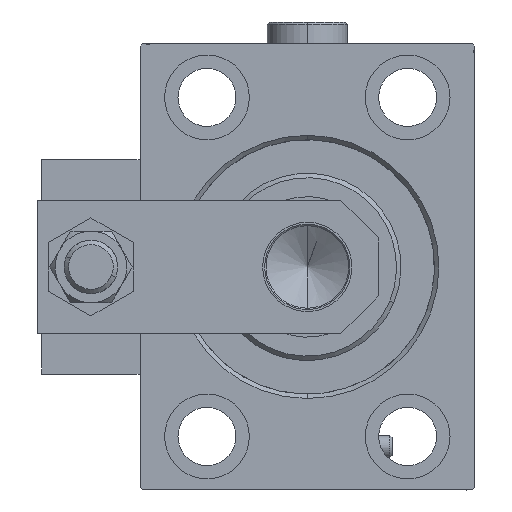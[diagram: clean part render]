
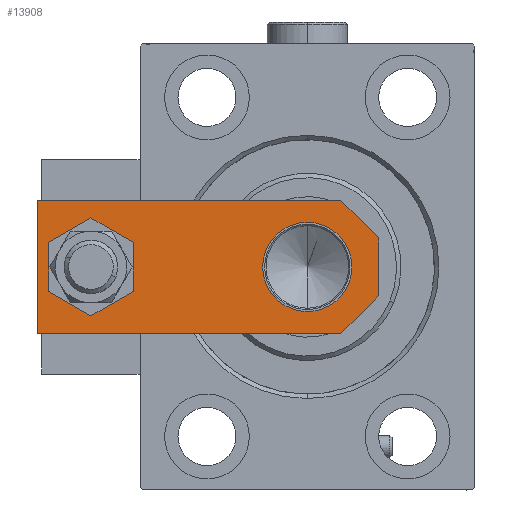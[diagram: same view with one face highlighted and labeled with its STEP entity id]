
A CAD part, left-side view. The second image highlights one B-rep face of the part: STEP entity #13908.
In plain terms, the highlighted face is planar.
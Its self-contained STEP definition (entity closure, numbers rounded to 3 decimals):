
#32 = VERTEX_POINT ( 'NONE', #23265 ) ;
#744 = VERTEX_POINT ( 'NONE', #18362 ) ;
#929 = CIRCLE ( 'NONE', #16225, 7. ) ;
#1075 = DIRECTION ( 'NONE',  ( 1., 0., 0. ) ) ;
#1082 = DIRECTION ( 'NONE',  ( 1., 0., 0. ) ) ;
#1543 = DIRECTION ( 'NONE',  ( 0., 0., 1. ) ) ;
#4555 = CARTESIAN_POINT ( 'NONE',  ( -15., 0., 8. ) ) ;
#4606 = ORIENTED_EDGE ( 'NONE', *, *, #6854, .F. ) ;
#4924 = DIRECTION ( 'NONE',  ( 0., -1., 0. ) ) ;
#4957 = ORIENTED_EDGE ( 'NONE', *, *, #37569, .T. ) ;
#5466 = CARTESIAN_POINT ( 'NONE',  ( -15., 76.5, 8. ) ) ;
#5558 = VECTOR ( 'NONE', #4924, 1000. ) ;
#5646 = DIRECTION ( 'NONE',  ( 0., 0., 1. ) ) ;
#6039 = LINE ( 'NONE', #14257, #14370 ) ;
#6317 = CIRCLE ( 'NONE', #41945, 10. ) ;
#6854 = EDGE_CURVE ( 'NONE', #8228, #35020, #929, .T. ) ;
#6911 = EDGE_LOOP ( 'NONE', ( #11616, #25315 ) ) ;
#7536 = AXIS2_PLACEMENT_3D ( 'NONE', #29127, #36807, #20350 ) ;
#8228 = VERTEX_POINT ( 'NONE', #10464 ) ;
#8994 = FACE_BOUND ( 'NONE', #12929, .T. ) ;
#10464 = CARTESIAN_POINT ( 'NONE',  ( 7., 64.5, 8. ) ) ;
#10557 = VECTOR ( 'NONE', #38877, 1000. ) ;
#11616 = ORIENTED_EDGE ( 'NONE', *, *, #38426, .F. ) ;
#11984 = LINE ( 'NONE', #40133, #47788 ) ;
#12273 = CARTESIAN_POINT ( 'NONE',  ( 0., 64.5, 8. ) ) ;
#12929 = EDGE_LOOP ( 'NONE', ( #26055, #4606 ) ) ;
#13315 = CARTESIAN_POINT ( 'NONE',  ( 10., 16., 8. ) ) ;
#13592 = CARTESIAN_POINT ( 'NONE',  ( 0., 16., 8. ) ) ;
#13908 = ADVANCED_FACE ( 'NONE', ( #8994, #49895, #41656 ), #17212, .T. ) ;
#14257 = CARTESIAN_POINT ( 'NONE',  ( -3.25, -3.25, 8. ) ) ;
#14370 = VECTOR ( 'NONE', #30453, 1000. ) ;
#14944 = EDGE_CURVE ( 'NONE', #21126, #29198, #6317, .T. ) ;
#16225 = AXIS2_PLACEMENT_3D ( 'NONE', #12273, #48917, #1082 ) ;
#16611 = CARTESIAN_POINT ( 'NONE',  ( -15., 76.5, 8. ) ) ;
#17212 = PLANE ( 'NONE',  #52062 ) ;
#17746 = DIRECTION ( 'NONE',  ( 1., 0., 0. ) ) ;
#17878 = CARTESIAN_POINT ( 'NONE',  ( 3.25, -3.25, 8. ) ) ;
#18362 = CARTESIAN_POINT ( 'NONE',  ( 15., 76.5, 8. ) ) ;
#18384 = CARTESIAN_POINT ( 'NONE',  ( -10., 16., 8. ) ) ;
#18511 = CARTESIAN_POINT ( 'NONE',  ( -15., 8.5, 8. ) ) ;
#19473 = EDGE_CURVE ( 'NONE', #40082, #30377, #37844, .T. ) ;
#19755 = VERTEX_POINT ( 'NONE', #45226 ) ;
#20325 = AXIS2_PLACEMENT_3D ( 'NONE', #42017, #5646, #21830 ) ;
#20350 = DIRECTION ( 'NONE',  ( 1., 0., 0. ) ) ;
#21051 = EDGE_CURVE ( 'NONE', #32, #19755, #28733, .T. ) ;
#21126 = VERTEX_POINT ( 'NONE', #13315 ) ;
#21740 = CARTESIAN_POINT ( 'NONE',  ( 0., 0., 8. ) ) ;
#21830 = DIRECTION ( 'NONE',  ( 1., 0., 0. ) ) ;
#23265 = CARTESIAN_POINT ( 'NONE',  ( -6.5, 0., 8. ) ) ;
#24196 = DIRECTION ( 'NONE',  ( 0., 1., 0. ) ) ;
#24410 = ORIENTED_EDGE ( 'NONE', *, *, #46171, .T. ) ;
#24475 = CIRCLE ( 'NONE', #7536, 7. ) ;
#25315 = ORIENTED_EDGE ( 'NONE', *, *, #14944, .F. ) ;
#26055 = ORIENTED_EDGE ( 'NONE', *, *, #31352, .F. ) ;
#26388 = LINE ( 'NONE', #17878, #35663 ) ;
#26742 = VERTEX_POINT ( 'NONE', #41118 ) ;
#28733 = LINE ( 'NONE', #4555, #37834 ) ;
#29127 = CARTESIAN_POINT ( 'NONE',  ( 0., 64.5, 8. ) ) ;
#29198 = VERTEX_POINT ( 'NONE', #18384 ) ;
#30059 = DIRECTION ( 'NONE',  ( 1., 0., 0. ) ) ;
#30377 = VERTEX_POINT ( 'NONE', #18511 ) ;
#30453 = DIRECTION ( 'NONE',  ( 0.707, -0.707, 0. ) ) ;
#31352 = EDGE_CURVE ( 'NONE', #35020, #8228, #24475, .T. ) ;
#33559 = EDGE_LOOP ( 'NONE', ( #45509, #4957, #49493, #44191, #24410, #43294 ) ) ;
#34381 = LINE ( 'NONE', #42868, #10557 ) ;
#35020 = VERTEX_POINT ( 'NONE', #37032 ) ;
#35663 = VECTOR ( 'NONE', #50294, 1000. ) ;
#35693 = EDGE_CURVE ( 'NONE', #19755, #26742, #26388, .T. ) ;
#36440 = CIRCLE ( 'NONE', #20325, 10. ) ;
#36807 = DIRECTION ( 'NONE',  ( 0., 0., 1. ) ) ;
#37032 = CARTESIAN_POINT ( 'NONE',  ( -7., 64.5, 8. ) ) ;
#37569 = EDGE_CURVE ( 'NONE', #30377, #32, #6039, .T. ) ;
#37834 = VECTOR ( 'NONE', #1075, 1000. ) ;
#37844 = LINE ( 'NONE', #5466, #5558 ) ;
#38426 = EDGE_CURVE ( 'NONE', #29198, #21126, #36440, .T. ) ;
#38877 = DIRECTION ( 'NONE',  ( -1., 0., 0. ) ) ;
#40082 = VERTEX_POINT ( 'NONE', #16611 ) ;
#40133 = CARTESIAN_POINT ( 'NONE',  ( 15., 0., 8. ) ) ;
#41118 = CARTESIAN_POINT ( 'NONE',  ( 15., 8.5, 8. ) ) ;
#41656 = FACE_BOUND ( 'NONE', #6911, .T. ) ;
#41945 = AXIS2_PLACEMENT_3D ( 'NONE', #13592, #42006, #30059 ) ;
#42006 = DIRECTION ( 'NONE',  ( 0., 0., 1. ) ) ;
#42017 = CARTESIAN_POINT ( 'NONE',  ( 0., 16., 8. ) ) ;
#42868 = CARTESIAN_POINT ( 'NONE',  ( 15., 76.5, 8. ) ) ;
#43294 = ORIENTED_EDGE ( 'NONE', *, *, #51383, .T. ) ;
#44191 = ORIENTED_EDGE ( 'NONE', *, *, #35693, .T. ) ;
#45226 = CARTESIAN_POINT ( 'NONE',  ( 6.5, 0., 8. ) ) ;
#45509 = ORIENTED_EDGE ( 'NONE', *, *, #19473, .T. ) ;
#46171 = EDGE_CURVE ( 'NONE', #26742, #744, #11984, .T. ) ;
#47788 = VECTOR ( 'NONE', #24196, 1000. ) ;
#48917 = DIRECTION ( 'NONE',  ( 0., 0., 1. ) ) ;
#49493 = ORIENTED_EDGE ( 'NONE', *, *, #21051, .T. ) ;
#49895 = FACE_OUTER_BOUND ( 'NONE', #33559, .T. ) ;
#50294 = DIRECTION ( 'NONE',  ( 0.707, 0.707, 0. ) ) ;
#51383 = EDGE_CURVE ( 'NONE', #744, #40082, #34381, .T. ) ;
#52062 = AXIS2_PLACEMENT_3D ( 'NONE', #21740, #1543, #17746 ) ;
